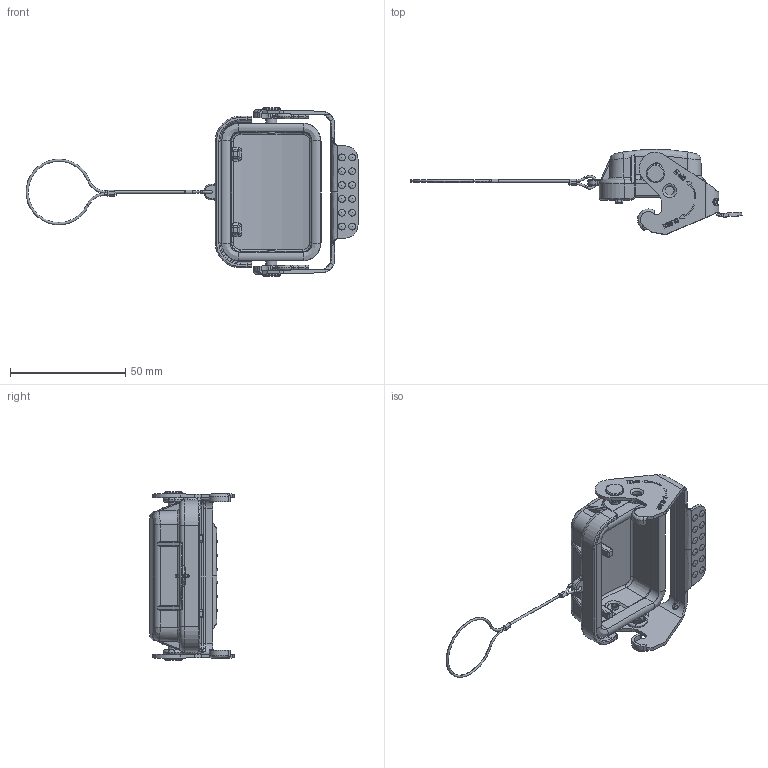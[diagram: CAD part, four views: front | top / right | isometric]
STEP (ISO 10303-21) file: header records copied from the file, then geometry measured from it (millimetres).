
FILE_DESCRIPTION(/* description */ (''),/* implementation_level */ '2;1');
FILE_NAME(/* name */ 'H6B-MCV-1L.1S.stp',/* time_stamp */ '2023-09-26T14:53:35+08:00',/* author */ (''),/* organization */ (''),/* preprocessor_version */ 'ST-DEVELOPER v16',/* originating_system */ 'SIEMENS PLM Software NX 10.0',/* authorisation */ '');
FILE_SCHEMA (('AUTOMOTIVE_DESIGN { 1 0 10303 214 3 1 1 1 }'));
Products named in the file (1): Admi501CC908kmoz
Bounding box: 144.01 x 36.79 x 73.06 mm (x, y, z)
Surface area: 22309.4 mm2 (no closed solid volume)
Topology: 0 solids, 1024 shells, 1024 faces, 5128 edges, 5045 vertices
Faces by surface type: plane 380, cylinder 330, torus 146, bspline 120, extrusion 28, cone 12, sphere 8
Full cylindrical faces by diameter (mm): 1 x2, 2 x12, 2.3 x2, 3 x2, 4 x2, 4.8 x2, 5 x2, 7 x2, 7.8 x2
Entity records: 72599 total; most frequent: CARTESIAN_POINT 26406, DIRECTION 7527, ORIENTED_EDGE 5052, VERTEX_POINT 5036, EDGE_CURVE 5030, AXIS2_PLACEMENT_3D 2559, VECTOR 2409, LINE 2381
